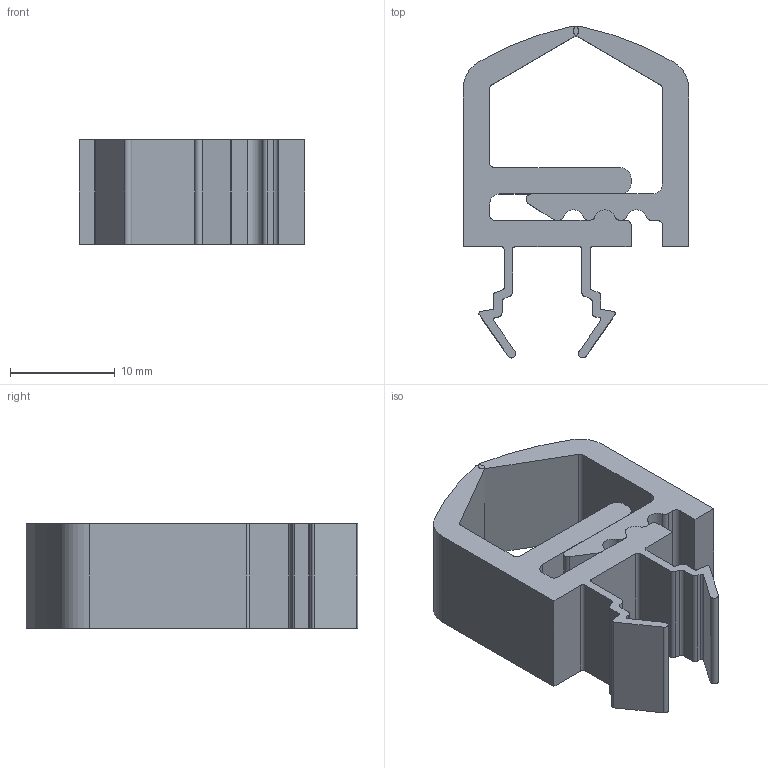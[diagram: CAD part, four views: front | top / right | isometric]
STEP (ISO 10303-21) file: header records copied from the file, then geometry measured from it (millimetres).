
FILE_DESCRIPTION (( 'STEP AP214' ), '1' );
FILE_NAME ('092244.STEP', '2014-08-28T07:41:29', ( '' ), ( '' ), 'SwSTEP 2.0', 'SolidWorks 2014', '' );
FILE_SCHEMA (( 'AUTOMOTIVE_DESIGN' ));
Length unit declared in the file: millimetre
Products named in the file (1): 092244
Bounding box: 21.5 x 31.61 x 10 mm (x, y, z)
Volume: 2375.5 mm3; surface area: 2895.6 mm2
Topology: 2 solids, 2 shells, 103 faces, 297 edges, 198 vertices
Faces by surface type: cylinder 55, plane 48
Entity records: 4597 total; most frequent: DIRECTION 615, CARTESIAN_POINT 599, ORIENTED_EDGE 594, EDGE_CURVE 297, AXIS2_PLACEMENT_3D 214, VERTEX_POINT 198, VECTOR 187, LINE 187
